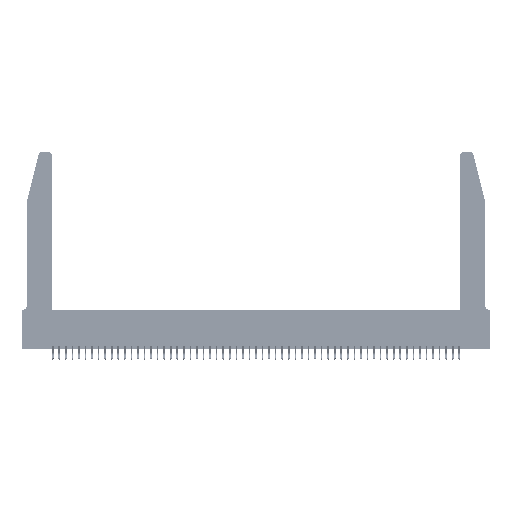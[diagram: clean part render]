
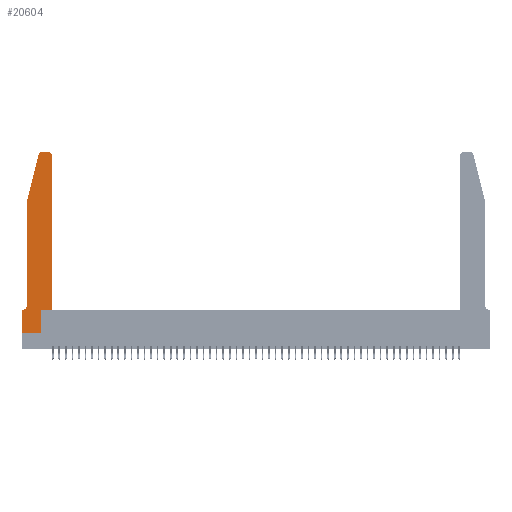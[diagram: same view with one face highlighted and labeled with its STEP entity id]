
A CAD part, top view. The second image highlights one B-rep face of the part: STEP entity #20604.
In plain terms, the highlighted planar face has unit normal (0, 0, 1).
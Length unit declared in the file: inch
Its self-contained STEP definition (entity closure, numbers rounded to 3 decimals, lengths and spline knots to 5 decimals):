
#104 = AXIS2_PLACEMENT_3D ( 'NONE', #48113, #24526, #387 ) ;
#387 = DIRECTION ( 'NONE',  ( -1., 0., 0. ) ) ;
#422 = VERTEX_POINT ( 'NONE', #25160 ) ;
#715 = VECTOR ( 'NONE', #22828, 39.37008 ) ;
#834 = DIRECTION ( 'NONE',  ( 0., 0., 1. ) ) ;
#2009 = LINE ( 'NONE', #25220, #10253 ) ;
#2324 = DIRECTION ( 'NONE',  ( 1., 0., 0. ) ) ;
#2460 = ORIENTED_EDGE ( 'NONE', *, *, #34855, .T. ) ;
#3847 = VERTEX_POINT ( 'NONE', #38416 ) ;
#4110 = LINE ( 'NONE', #50576, #45163 ) ;
#4376 = LINE ( 'NONE', #16106, #25693 ) ;
#4633 = LINE ( 'NONE', #33740, #33936 ) ;
#4763 = CARTESIAN_POINT ( 'NONE',  ( 0.25487, 2.72718, 0.37 ) ) ;
#5398 = CARTESIAN_POINT ( 'NONE',  ( 0., 0., 0.37 ) ) ;
#5728 = EDGE_CURVE ( 'NONE', #41777, #32297, #22037, .T. ) ;
#5812 = CARTESIAN_POINT ( 'NONE',  ( 0.284, 2.75, 0.37 ) ) ;
#5881 = DIRECTION ( 'NONE',  ( 1., 0., 0. ) ) ;
#10198 = VERTEX_POINT ( 'NONE', #41723 ) ;
#10253 = VECTOR ( 'NONE', #29210, 39.37008 ) ;
#12175 = EDGE_CURVE ( 'NONE', #17292, #3847, #17918, .T. ) ;
#12581 = EDGE_LOOP ( 'NONE', ( #32457, #15123, #37404, #50362, #30642, #22600, #2460, #34340, #47275, #27560, #48532, #41760 ) ) ;
#12787 = VERTEX_POINT ( 'NONE', #14728 ) ;
#14728 = CARTESIAN_POINT ( 'NONE',  ( 0.4505, 0.35, 0.37 ) ) ;
#14845 = LINE ( 'NONE', #46924, #42689 ) ;
#15123 = ORIENTED_EDGE ( 'NONE', *, *, #5728, .T. ) ;
#16106 = CARTESIAN_POINT ( 'NONE',  ( 0.0755, 2., 0.37 ) ) ;
#16365 = FACE_OUTER_BOUND ( 'NONE', #12581, .T. ) ;
#16918 = DIRECTION ( 'NONE',  ( 0., 1., 0. ) ) ;
#17224 = EDGE_CURVE ( 'NONE', #10198, #36602, #4110, .T. ) ;
#17232 = VERTEX_POINT ( 'NONE', #34900 ) ;
#17281 = EDGE_CURVE ( 'NONE', #17232, #17668, #14845, .T. ) ;
#17292 = VERTEX_POINT ( 'NONE', #39202 ) ;
#17668 = VERTEX_POINT ( 'NONE', #37430 ) ;
#17862 = DIRECTION ( 'NONE',  ( 0., 0., 1. ) ) ;
#17918 = CIRCLE ( 'NONE', #39865, 0.03 ) ;
#18076 = VECTOR ( 'NONE', #16918, 39.37008 ) ;
#18858 = EDGE_CURVE ( 'NONE', #22192, #17232, #22148, .T. ) ;
#19160 = LINE ( 'NONE', #21129, #28470 ) ;
#19161 = CARTESIAN_POINT ( 'NONE',  ( 0.0755, 0.42, 0.37 ) ) ;
#20604 = ADVANCED_FACE ( 'NONE', ( #16365 ), #36662, .T. ) ;
#21129 = CARTESIAN_POINT ( 'NONE',  ( 0.0755, 2., 0.37 ) ) ;
#22037 = CIRCLE ( 'NONE', #31098, 0.03 ) ;
#22148 = LINE ( 'NONE', #46430, #715 ) ;
#22192 = VERTEX_POINT ( 'NONE', #5398 ) ;
#22524 = EDGE_CURVE ( 'NONE', #422, #23600, #4376, .T. ) ;
#22600 = ORIENTED_EDGE ( 'NONE', *, *, #17224, .T. ) ;
#22828 = DIRECTION ( 'NONE',  ( 1., 0., 0. ) ) ;
#23600 = VERTEX_POINT ( 'NONE', #19161 ) ;
#24526 = DIRECTION ( 'NONE',  ( 0., 0., -1. ) ) ;
#24894 = CARTESIAN_POINT ( 'NONE',  ( 0.2605, 2.75, 0.37 ) ) ;
#25111 = DIRECTION ( 'NONE',  ( -0.239, -0.971, 0. ) ) ;
#25160 = CARTESIAN_POINT ( 'NONE',  ( 0.0755, 2., 0.37 ) ) ;
#25220 = CARTESIAN_POINT ( 'NONE',  ( 0., 0., 0.37 ) ) ;
#25455 = CARTESIAN_POINT ( 'NONE',  ( 0., 0.35, 0.37 ) ) ;
#25693 = VECTOR ( 'NONE', #43772, 39.37008 ) ;
#26351 = DIRECTION ( 'NONE',  ( 0., 0., 1. ) ) ;
#27560 = ORIENTED_EDGE ( 'NONE', *, *, #31839, .T. ) ;
#28470 = VECTOR ( 'NONE', #25111, 39.37008 ) ;
#28740 = CARTESIAN_POINT ( 'NONE',  ( 0.4505, 0.35, 0.37 ) ) ;
#28914 = DIRECTION ( 'NONE',  ( 1., 0., 0. ) ) ;
#29210 = DIRECTION ( 'NONE',  ( 0., -1., 0. ) ) ;
#29962 = LINE ( 'NONE', #24894, #49672 ) ;
#30213 = AXIS2_PLACEMENT_3D ( 'NONE', #40636, #834, #28914 ) ;
#30642 = ORIENTED_EDGE ( 'NONE', *, *, #44021, .T. ) ;
#30924 = DIRECTION ( 'NONE',  ( -1., 0., 0. ) ) ;
#31098 = AXIS2_PLACEMENT_3D ( 'NONE', #49976, #26351, #2324 ) ;
#31839 = EDGE_CURVE ( 'NONE', #17668, #12787, #4633, .T. ) ;
#32297 = VERTEX_POINT ( 'NONE', #4763 ) ;
#32457 = ORIENTED_EDGE ( 'NONE', *, *, #37129, .T. ) ;
#33740 = CARTESIAN_POINT ( 'NONE',  ( 0.4505, 0.35, 0.37 ) ) ;
#33936 = VECTOR ( 'NONE', #5881, 39.37008 ) ;
#34075 = EDGE_CURVE ( 'NONE', #32297, #422, #19160, .T. ) ;
#34340 = ORIENTED_EDGE ( 'NONE', *, *, #18858, .T. ) ;
#34855 = EDGE_CURVE ( 'NONE', #36602, #22192, #2009, .T. ) ;
#34900 = CARTESIAN_POINT ( 'NONE',  ( 0.2865, 0., 0.37 ) ) ;
#35229 = DIRECTION ( 'NONE',  ( 0., 1., 0. ) ) ;
#36602 = VERTEX_POINT ( 'NONE', #25455 ) ;
#36662 = PLANE ( 'NONE',  #30213 ) ;
#37129 = EDGE_CURVE ( 'NONE', #3847, #41777, #29962, .T. ) ;
#37404 = ORIENTED_EDGE ( 'NONE', *, *, #34075, .T. ) ;
#37430 = CARTESIAN_POINT ( 'NONE',  ( 0.2865, 0.35, 0.37 ) ) ;
#38416 = CARTESIAN_POINT ( 'NONE',  ( 0.4205, 2.75, 0.37 ) ) ;
#39107 = LINE ( 'NONE', #28740, #18076 ) ;
#39202 = CARTESIAN_POINT ( 'NONE',  ( 0.4505, 2.72, 0.37 ) ) ;
#39289 = CIRCLE ( 'NONE', #104, 0.07 ) ;
#39865 = AXIS2_PLACEMENT_3D ( 'NONE', #41538, #17862, #45488 ) ;
#40636 = CARTESIAN_POINT ( 'NONE',  ( 0., 0.35, 0.37 ) ) ;
#40758 = DIRECTION ( 'NONE',  ( -1., 0., 0. ) ) ;
#41538 = CARTESIAN_POINT ( 'NONE',  ( 0.4205, 2.72, 0.37 ) ) ;
#41723 = CARTESIAN_POINT ( 'NONE',  ( 0.0055, 0.35, 0.37 ) ) ;
#41760 = ORIENTED_EDGE ( 'NONE', *, *, #12175, .T. ) ;
#41777 = VERTEX_POINT ( 'NONE', #5812 ) ;
#42689 = VECTOR ( 'NONE', #35229, 39.37008 ) ;
#43772 = DIRECTION ( 'NONE',  ( 0., -1., 0. ) ) ;
#44021 = EDGE_CURVE ( 'NONE', #23600, #10198, #39289, .T. ) ;
#45163 = VECTOR ( 'NONE', #30924, 39.37008 ) ;
#45488 = DIRECTION ( 'NONE',  ( 1., 0., 0. ) ) ;
#46430 = CARTESIAN_POINT ( 'NONE',  ( 0., 0., 0.37 ) ) ;
#46924 = CARTESIAN_POINT ( 'NONE',  ( 0.2865, 0.35, 0.37 ) ) ;
#46993 = EDGE_CURVE ( 'NONE', #12787, #17292, #39107, .T. ) ;
#47275 = ORIENTED_EDGE ( 'NONE', *, *, #17281, .T. ) ;
#48113 = CARTESIAN_POINT ( 'NONE',  ( 0.0055, 0.42, 0.37 ) ) ;
#48532 = ORIENTED_EDGE ( 'NONE', *, *, #46993, .T. ) ;
#49672 = VECTOR ( 'NONE', #40758, 39.37008 ) ;
#49976 = CARTESIAN_POINT ( 'NONE',  ( 0.284, 2.72, 0.37 ) ) ;
#50362 = ORIENTED_EDGE ( 'NONE', *, *, #22524, .T. ) ;
#50576 = CARTESIAN_POINT ( 'NONE',  ( 0.0755, 0.35, 0.37 ) ) ;
